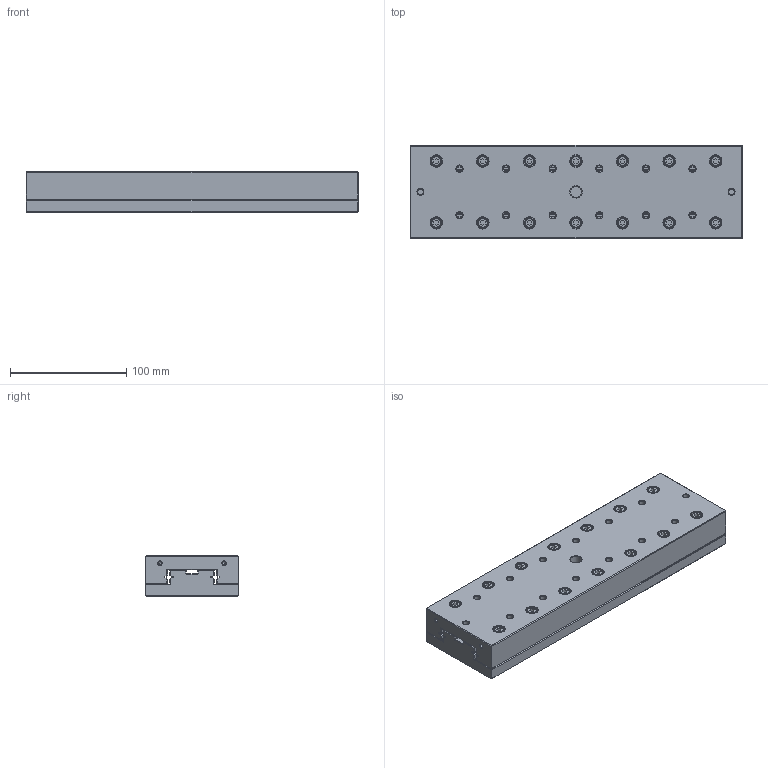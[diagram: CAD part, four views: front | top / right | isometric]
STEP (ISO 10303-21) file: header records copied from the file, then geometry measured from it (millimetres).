
FILE_DESCRIPTION(/* description */ (''),/* implementation_level */ '2;1');
FILE_NAME(/* name */ 'RT-4280_A.stp',/* time_stamp */ '2012-05-22T13:47:36+02:00',/* author */ (''),/* organization */ (''),/* preprocessor_version */ 'ST-DEVELOPER v11',/* originating_system */ 'SIEMENS PLM Software NX 7.5',/* authorisation */ '');
FILE_SCHEMA (('AUTOMOTIVE_DESIGN { 1 0 10303 214 1 1 1 1 }'));
Length unit declared in the file: millimetre
Products named in the file (1): 015388_A
Bounding box: 285 x 80 x 35 mm (x, y, z)
Volume: 748449.5 mm3; surface area: 147898.9 mm2
Topology: 2 solids, 2 shells, 779 faces, 1811 edges, 1144 vertices
Faces by surface type: plane 548, cone 107, cylinder 98, extrusion 26
Full cylindrical faces by diameter (mm): 3 x4, 5 x21, 5.5 x6, 8.5 x28, 9.5 x1, 10 x32
Entity records: 21555 total; most frequent: CARTESIAN_POINT 4762, DIRECTION 3232, ORIENTED_EDGE 3166, EDGE_CURVE 1583, EDGE_LOOP 1120, VERTEX_POINT 1115, VECTOR 1102, LINE 1076
